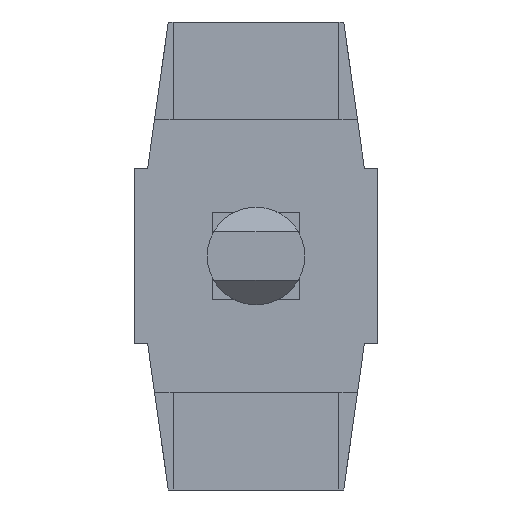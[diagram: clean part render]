
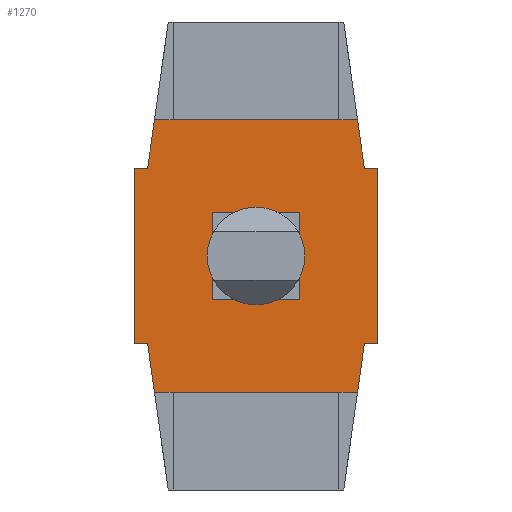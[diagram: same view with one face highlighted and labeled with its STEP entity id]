
A CAD part, front view. The second image highlights one B-rep face of the part: STEP entity #1270.
In plain terms, the highlighted planar face has unit normal (0, -1, 0).
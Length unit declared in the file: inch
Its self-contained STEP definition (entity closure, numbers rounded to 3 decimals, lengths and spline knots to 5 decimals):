
#126=ORIENTED_EDGE('',*,*,#470,.F.);
#127=ORIENTED_EDGE('',*,*,#471,.F.);
#128=ORIENTED_EDGE('',*,*,#458,.F.);
#129=ORIENTED_EDGE('',*,*,#472,.F.);
#130=ORIENTED_EDGE('',*,*,#473,.F.);
#131=ORIENTED_EDGE('',*,*,#426,.T.);
#132=ORIENTED_EDGE('',*,*,#474,.F.);
#133=ORIENTED_EDGE('',*,*,#475,.F.);
#134=ORIENTED_EDGE('',*,*,#468,.T.);
#135=ORIENTED_EDGE('',*,*,#476,.F.);
#136=ORIENTED_EDGE('',*,*,#477,.F.);
#137=ORIENTED_EDGE('',*,*,#412,.F.);
#138=ORIENTED_EDGE('',*,*,#478,.F.);
#139=ORIENTED_EDGE('',*,*,#479,.F.);
#140=ORIENTED_EDGE('',*,*,#480,.F.);
#141=ORIENTED_EDGE('',*,*,#481,.F.);
#412=EDGE_CURVE('',#592,#593,#710,.T.);
#426=EDGE_CURVE('',#606,#607,#724,.T.);
#458=EDGE_CURVE('',#628,#629,#756,.T.);
#468=EDGE_CURVE('',#637,#636,#766,.T.);
#470=EDGE_CURVE('',#638,#592,#768,.T.);
#471=EDGE_CURVE('',#629,#638,#769,.T.);
#472=EDGE_CURVE('',#639,#628,#770,.T.);
#473=EDGE_CURVE('',#606,#639,#771,.T.);
#474=EDGE_CURVE('',#640,#607,#772,.T.);
#475=EDGE_CURVE('',#637,#640,#773,.T.);
#476=EDGE_CURVE('',#641,#636,#774,.T.);
#477=EDGE_CURVE('',#593,#641,#775,.T.);
#478=EDGE_CURVE('',#642,#643,#776,.T.);
#479=EDGE_CURVE('',#644,#642,#777,.T.);
#480=EDGE_CURVE('',#645,#644,#778,.T.);
#481=EDGE_CURVE('',#643,#645,#779,.T.);
#592=VERTEX_POINT('',#1785);
#593=VERTEX_POINT('',#1787);
#606=VERTEX_POINT('',#1817);
#607=VERTEX_POINT('',#1818);
#628=VERTEX_POINT('',#1878);
#629=VERTEX_POINT('',#1880);
#636=VERTEX_POINT('',#1897);
#637=VERTEX_POINT('',#1899);
#638=VERTEX_POINT('',#1903);
#639=VERTEX_POINT('',#1906);
#640=VERTEX_POINT('',#1909);
#641=VERTEX_POINT('',#1912);
#642=VERTEX_POINT('',#1915);
#643=VERTEX_POINT('',#1916);
#644=VERTEX_POINT('',#1918);
#645=VERTEX_POINT('',#1920);
#710=LINE('',#1786,#884);
#724=LINE('',#1816,#898);
#756=LINE('',#1879,#930);
#766=LINE('',#1898,#940);
#768=LINE('',#1902,#942);
#769=LINE('',#1904,#943);
#770=LINE('',#1905,#944);
#771=LINE('',#1907,#945);
#772=LINE('',#1908,#946);
#773=LINE('',#1910,#947);
#774=LINE('',#1911,#948);
#775=LINE('',#1913,#949);
#776=LINE('',#1914,#950);
#777=LINE('',#1917,#951);
#778=LINE('',#1919,#952);
#779=LINE('',#1921,#953);
#884=VECTOR('',#1447,39.37008);
#898=VECTOR('',#1467,39.37008);
#930=VECTOR('',#1515,39.37008);
#940=VECTOR('',#1527,39.37008);
#942=VECTOR('',#1531,39.37008);
#943=VECTOR('',#1532,39.37008);
#944=VECTOR('',#1533,39.37008);
#945=VECTOR('',#1534,39.37008);
#946=VECTOR('',#1535,39.37008);
#947=VECTOR('',#1536,39.37008);
#948=VECTOR('',#1537,39.37008);
#949=VECTOR('',#1538,39.37008);
#950=VECTOR('',#1539,39.37008);
#951=VECTOR('',#1540,39.37008);
#952=VECTOR('',#1541,39.37008);
#953=VECTOR('',#1542,39.37008);
#1060=EDGE_LOOP('',(#126,#127,#128,#129,#130,#131,#132,#133,#134,#135,#136,
#137));
#1061=EDGE_LOOP('',(#138,#139,#140,#141));
#1132=FACE_BOUND('',#1060,.T.);
#1133=FACE_BOUND('',#1061,.T.);
#1203=PLANE('',#1364);
#1270=ADVANCED_FACE('',(#1132,#1133),#1203,.T.);
#1364=AXIS2_PLACEMENT_3D('',#1901,#1529,#1530);
#1447=DIRECTION('',(0.,0.,1.));
#1467=DIRECTION('',(0.,0.,1.));
#1515=DIRECTION('',(-1.,0.,0.));
#1527=DIRECTION('',(-1.,0.,0.));
#1529=DIRECTION('',(0.,-1.,0.));
#1530=DIRECTION('',(0.,0.,-1.));
#1531=DIRECTION('',(-1.,0.,0.));
#1532=DIRECTION('',(-0.139,0.,0.99));
#1533=DIRECTION('',(-0.139,0.,-0.99));
#1534=DIRECTION('',(-1.,0.,0.));
#1535=DIRECTION('',(1.,0.,0.));
#1536=DIRECTION('',(0.139,0.,-0.99));
#1537=DIRECTION('',(0.139,0.,0.99));
#1538=DIRECTION('',(1.,0.,0.));
#1539=DIRECTION('',(1.,0.,0.));
#1540=DIRECTION('',(0.,0.,-1.));
#1541=DIRECTION('',(-1.,0.,0.));
#1542=DIRECTION('',(0.,0.,1.));
#1785=CARTESIAN_POINT('',(-0.025,0.02,-0.018));
#1786=CARTESIAN_POINT('',(-0.025,0.02,-0.028));
#1787=CARTESIAN_POINT('',(-0.025,0.02,0.018));
#1816=CARTESIAN_POINT('',(0.025,0.02,-0.028));
#1817=CARTESIAN_POINT('',(0.025,0.02,-0.018));
#1818=CARTESIAN_POINT('',(0.025,0.02,0.018));
#1878=CARTESIAN_POINT('',(0.02081,0.02,-0.028));
#1879=CARTESIAN_POINT('',(0.025,0.02,-0.028));
#1880=CARTESIAN_POINT('',(-0.02081,0.02,-0.028));
#1897=CARTESIAN_POINT('',(-0.02081,0.02,0.028));
#1898=CARTESIAN_POINT('',(0.025,0.02,0.028));
#1899=CARTESIAN_POINT('',(0.02081,0.02,0.028));
#1901=CARTESIAN_POINT('',(0.025,0.02,-0.028));
#1902=CARTESIAN_POINT('',(0.025,0.02,-0.018));
#1903=CARTESIAN_POINT('',(-0.02222,0.02,-0.018));
#1904=CARTESIAN_POINT('',(-0.01992,0.02,-0.03431));
#1905=CARTESIAN_POINT('',(0.02089,0.02,-0.02742));
#1906=CARTESIAN_POINT('',(0.02222,0.02,-0.018));
#1907=CARTESIAN_POINT('',(0.025,0.02,-0.018));
#1908=CARTESIAN_POINT('',(0.025,0.02,0.018));
#1909=CARTESIAN_POINT('',(0.02222,0.02,0.018));
#1910=CARTESIAN_POINT('',(0.02861,0.02,-0.02749));
#1911=CARTESIAN_POINT('',(-0.02764,0.02,-0.0206));
#1912=CARTESIAN_POINT('',(-0.02222,0.02,0.018));
#1913=CARTESIAN_POINT('',(0.025,0.02,0.018));
#1914=CARTESIAN_POINT('',(0.025,0.02,-0.009));
#1915=CARTESIAN_POINT('',(-0.009,0.02,-0.009));
#1916=CARTESIAN_POINT('',(0.009,0.02,-0.009));
#1917=CARTESIAN_POINT('',(-0.009,0.02,-0.028));
#1918=CARTESIAN_POINT('',(-0.009,0.02,0.009));
#1919=CARTESIAN_POINT('',(0.025,0.02,0.009));
#1920=CARTESIAN_POINT('',(0.009,0.02,0.009));
#1921=CARTESIAN_POINT('',(0.009,0.02,-0.028));
